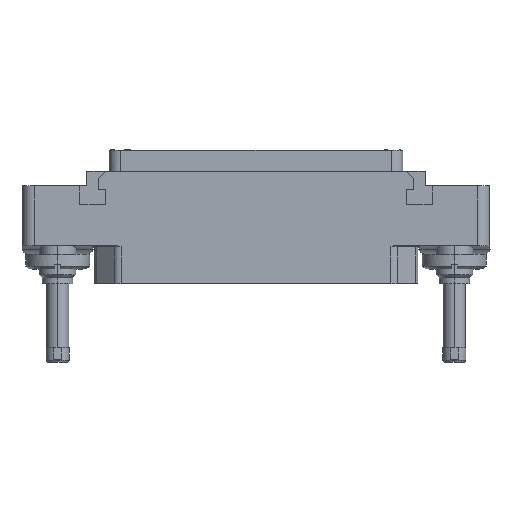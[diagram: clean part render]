
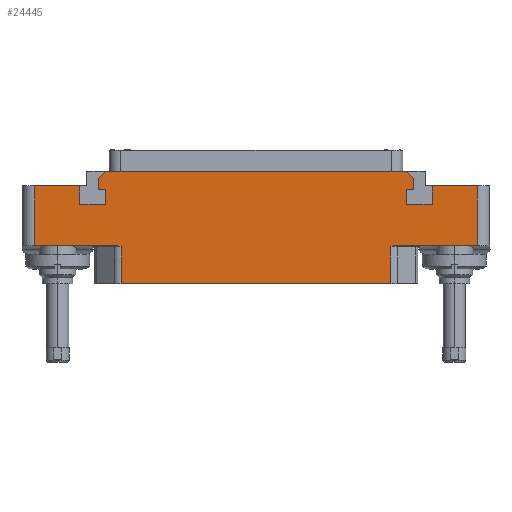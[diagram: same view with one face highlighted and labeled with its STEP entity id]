
A CAD part, top view. The second image highlights one B-rep face of the part: STEP entity #24445.
In plain terms, the highlighted planar face has unit normal (0, 0, 1).
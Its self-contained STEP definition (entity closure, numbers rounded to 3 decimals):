
#1=DIRECTION('',(1.,0.,0.));
#2=VECTOR('',#1,7.8);
#3=CARTESIAN_POINT('',(-38.,10.25,7.));
#4=LINE('',#3,#2);
#5=DIRECTION('',(0.,-1.,0.));
#6=VECTOR('',#5,3.2);
#7=CARTESIAN_POINT('',(-30.2,10.25,7.));
#8=LINE('',#7,#6);
#9=DIRECTION('',(1.,0.,0.));
#10=VECTOR('',#9,4.4);
#11=CARTESIAN_POINT('',(-30.2,7.05,7.));
#12=LINE('',#11,#10);
#13=DIRECTION('',(0.,1.,0.));
#14=VECTOR('',#13,2.6);
#15=CARTESIAN_POINT('',(-25.8,7.05,7.));
#16=LINE('',#15,#14);
#17=DIRECTION('',(-1.,0.,0.));
#18=VECTOR('',#17,1.2);
#19=CARTESIAN_POINT('',(-25.8,9.65,7.));
#20=LINE('',#19,#18);
#21=DIRECTION('',(0.,-1.,0.));
#22=VECTOR('',#21,1.9);
#23=CARTESIAN_POINT('',(-27.,11.55,7.));
#24=LINE('',#23,#22);
#25=DIRECTION('',(1.,0.,0.));
#26=VECTOR('',#25,51.6);
#27=CARTESIAN_POINT('',(-25.8,12.75,7.));
#28=LINE('',#27,#26);
#29=DIRECTION('',(0.,-1.,0.));
#30=VECTOR('',#29,1.9);
#31=CARTESIAN_POINT('',(27.,11.55,7.));
#32=LINE('',#31,#30);
#33=DIRECTION('',(-1.,0.,0.));
#34=VECTOR('',#33,1.2);
#35=CARTESIAN_POINT('',(27.,9.65,7.));
#36=LINE('',#35,#34);
#37=DIRECTION('',(0.,-1.,0.));
#38=VECTOR('',#37,2.6);
#39=CARTESIAN_POINT('',(25.8,9.65,7.));
#40=LINE('',#39,#38);
#41=DIRECTION('',(1.,0.,0.));
#42=VECTOR('',#41,4.4);
#43=CARTESIAN_POINT('',(25.8,7.05,7.));
#44=LINE('',#43,#42);
#45=DIRECTION('',(0.,1.,0.));
#46=VECTOR('',#45,3.2);
#47=CARTESIAN_POINT('',(30.2,7.05,7.));
#48=LINE('',#47,#46);
#49=DIRECTION('',(1.,0.,0.));
#50=VECTOR('',#49,7.8);
#51=CARTESIAN_POINT('',(30.2,10.25,7.));
#52=LINE('',#51,#50);
#62=DIRECTION('',(1.,0.,0.));
#63=VECTOR('',#62,14.082);
#64=CARTESIAN_POINT('',(23.918,0.,7.));
#65=LINE('',#64,#63);
#476=DIRECTION('',(0.,1.,0.));
#477=VECTOR('',#476,10.25);
#478=CARTESIAN_POINT('',(38.,0.,7.));
#479=LINE('',#478,#477);
#522=DIRECTION('',(0.707,-0.707,0.));
#523=VECTOR('',#522,1.697);
#524=CARTESIAN_POINT('',(25.8,12.75,7.));
#525=LINE('',#524,#523);
#668=DIRECTION('',(-0.707,-0.707,0.));
#669=VECTOR('',#668,1.697);
#670=CARTESIAN_POINT('',(-25.8,12.75,7.));
#671=LINE('',#670,#669);
#740=DIRECTION('',(0.,-1.,0.));
#741=VECTOR('',#740,10.25);
#742=CARTESIAN_POINT('',(-38.,10.25,7.));
#743=LINE('',#742,#741);
#771=DIRECTION('',(1.,0.,0.));
#772=VECTOR('',#771,14.082);
#773=CARTESIAN_POINT('',(-38.,0.,7.));
#774=LINE('',#773,#772);
#1045=CARTESIAN_POINT('',(-23.918,0.,7.));
#1046=CARTESIAN_POINT('',(-23.893,0.,7.));
#1047=CARTESIAN_POINT('',(-23.844,-0.002,7.));
#1048=CARTESIAN_POINT('',(-23.769,-0.01,7.));
#1049=CARTESIAN_POINT('',(-23.695,-0.022,7.));
#1050=CARTESIAN_POINT('',(-23.623,-0.038,7.));
#1051=CARTESIAN_POINT('',(-23.552,-0.055,7.));
#1052=CARTESIAN_POINT('',(-23.479,-0.076,7.));
#1053=CARTESIAN_POINT('',(-23.402,-0.1,7.));
#1054=CARTESIAN_POINT('',(-23.318,-0.128,7.));
#1055=CARTESIAN_POINT('',(-23.225,-0.161,7.));
#1056=CARTESIAN_POINT('',(-23.155,-0.186,7.));
#1057=CARTESIAN_POINT('',(-23.118,-0.2,7.));
#1059=DIRECTION('',(0.,1.,0.));
#1060=VECTOR('',#1059,6.3);
#1061=CARTESIAN_POINT('',(-23.118,-6.5,7.));
#1062=LINE('',#1061,#1060);
#1084=DIRECTION('',(-1.,0.,0.));
#1085=VECTOR('',#1084,46.236);
#1086=CARTESIAN_POINT('',(23.118,-6.5,7.));
#1087=LINE('',#1086,#1085);
#1166=DIRECTION('',(0.,1.,0.));
#1167=VECTOR('',#1166,6.3);
#1168=CARTESIAN_POINT('',(23.118,-6.5,7.));
#1169=LINE('',#1168,#1167);
#1175=CARTESIAN_POINT('',(23.118,-0.2,7.));
#1176=CARTESIAN_POINT('',(23.155,-0.186,7.));
#1177=CARTESIAN_POINT('',(23.225,-0.161,7.));
#1178=CARTESIAN_POINT('',(23.318,-0.128,7.));
#1179=CARTESIAN_POINT('',(23.402,-0.1,7.));
#1180=CARTESIAN_POINT('',(23.479,-0.076,7.));
#1181=CARTESIAN_POINT('',(23.552,-0.055,7.));
#1182=CARTESIAN_POINT('',(23.623,-0.038,7.));
#1183=CARTESIAN_POINT('',(23.695,-0.022,7.));
#1184=CARTESIAN_POINT('',(23.769,-0.01,7.));
#1185=CARTESIAN_POINT('',(23.844,-0.002,7.));
#1186=CARTESIAN_POINT('',(23.893,0.,7.));
#1187=CARTESIAN_POINT('',(23.918,0.,7.));
#19795=CARTESIAN_POINT('',(-30.2,10.25,7.));
#19796=CARTESIAN_POINT('',(-30.2,7.05,7.));
#19797=VERTEX_POINT('',#19795);
#19798=VERTEX_POINT('',#19796);
#19799=CARTESIAN_POINT('',(-25.8,7.05,7.));
#19800=VERTEX_POINT('',#19799);
#19801=CARTESIAN_POINT('',(-25.8,9.65,7.));
#19802=VERTEX_POINT('',#19801);
#19803=CARTESIAN_POINT('',(-27.,9.65,7.));
#19804=VERTEX_POINT('',#19803);
#19805=CARTESIAN_POINT('',(27.,9.65,7.));
#19806=CARTESIAN_POINT('',(25.8,9.65,7.));
#19807=VERTEX_POINT('',#19805);
#19808=VERTEX_POINT('',#19806);
#19809=CARTESIAN_POINT('',(25.8,7.05,7.));
#19810=VERTEX_POINT('',#19809);
#19811=CARTESIAN_POINT('',(30.2,7.05,7.));
#19812=VERTEX_POINT('',#19811);
#19813=CARTESIAN_POINT('',(30.2,10.25,7.));
#19814=VERTEX_POINT('',#19813);
#19819=CARTESIAN_POINT('',(-25.8,12.75,7.));
#19821=VERTEX_POINT('',#19819);
#19823=CARTESIAN_POINT('',(-27.,11.55,7.));
#19825=VERTEX_POINT('',#19823);
#19827=CARTESIAN_POINT('',(25.8,12.75,7.));
#19829=VERTEX_POINT('',#19827);
#19831=CARTESIAN_POINT('',(27.,11.55,7.));
#19833=VERTEX_POINT('',#19831);
#19923=CARTESIAN_POINT('',(38.,0.,7.));
#19924=CARTESIAN_POINT('',(38.,10.25,7.));
#19925=VERTEX_POINT('',#19923);
#19926=VERTEX_POINT('',#19924);
#19931=CARTESIAN_POINT('',(-38.,10.25,7.));
#19932=CARTESIAN_POINT('',(-38.,0.,7.));
#19933=VERTEX_POINT('',#19931);
#19934=VERTEX_POINT('',#19932);
#20140=CARTESIAN_POINT('',(23.118,-6.5,7.));
#20142=VERTEX_POINT('',#20140);
#20143=CARTESIAN_POINT('',(-23.118,-6.5,7.));
#20145=VERTEX_POINT('',#20143);
#20207=CARTESIAN_POINT('',(-23.118,-0.2,7.));
#20208=VERTEX_POINT('',#20207);
#20209=CARTESIAN_POINT('',(-23.918,0.,7.));
#20210=VERTEX_POINT('',#20209);
#20211=CARTESIAN_POINT('',(23.118,-0.2,7.));
#20213=VERTEX_POINT('',#20211);
#20215=CARTESIAN_POINT('',(23.918,0.,7.));
#20217=VERTEX_POINT('',#20215);
#24390=CARTESIAN_POINT('',(0.,0.,7.));
#24391=DIRECTION('',(0.,0.,-1.));
#24392=DIRECTION('',(-1.,0.,0.));
#24393=AXIS2_PLACEMENT_3D('',#24390,#24391,#24392);
#24394=PLANE('',#24393);
#24396=ORIENTED_EDGE('',*,*,#24395,.F.);
#24398=ORIENTED_EDGE('',*,*,#24397,.F.);
#24400=ORIENTED_EDGE('',*,*,#24399,.F.);
#24402=ORIENTED_EDGE('',*,*,#24401,.T.);
#24404=ORIENTED_EDGE('',*,*,#24403,.T.);
#24406=ORIENTED_EDGE('',*,*,#24405,.F.);
#24408=ORIENTED_EDGE('',*,*,#24407,.F.);
#24410=ORIENTED_EDGE('',*,*,#24409,.F.);
#24412=ORIENTED_EDGE('',*,*,#24411,.T.);
#24414=ORIENTED_EDGE('',*,*,#24413,.T.);
#24416=ORIENTED_EDGE('',*,*,#24415,.T.);
#24418=ORIENTED_EDGE('',*,*,#24417,.T.);
#24420=ORIENTED_EDGE('',*,*,#24419,.T.);
#24422=ORIENTED_EDGE('',*,*,#24421,.F.);
#24424=ORIENTED_EDGE('',*,*,#24423,.F.);
#24426=ORIENTED_EDGE('',*,*,#24425,.T.);
#24428=ORIENTED_EDGE('',*,*,#24427,.T.);
#24430=ORIENTED_EDGE('',*,*,#24429,.T.);
#24432=ORIENTED_EDGE('',*,*,#24431,.T.);
#24434=ORIENTED_EDGE('',*,*,#24433,.T.);
#24436=ORIENTED_EDGE('',*,*,#24435,.T.);
#24438=ORIENTED_EDGE('',*,*,#24437,.T.);
#24440=ORIENTED_EDGE('',*,*,#24439,.T.);
#24442=ORIENTED_EDGE('',*,*,#24441,.F.);
#24443=EDGE_LOOP('',(#24396,#24398,#24400,#24402,#24404,#24406,#24408,#24410,
#24412,#24414,#24416,#24418,#24420,#24422,#24424,#24426,#24428,#24430,#24432,
#24434,#24436,#24438,#24440,#24442));
#24444=FACE_OUTER_BOUND('',#24443,.F.);
#24445=ADVANCED_FACE('',(#24444),#24394,.F.);
#1058=B_SPLINE_CURVE_WITH_KNOTS('',3,(#1045,#1046,#1047,#1048,#1049,#1050,#1051,
#1052,#1053,#1054,#1055,#1056,#1057),.UNSPECIFIED.,.F.,.F.,(4,1,1,1,1,1,1,1,1,1,
4),(0.,0.1,0.2,0.3,0.4,0.5,0.6,0.7,0.8,0.9,1.),
.UNSPECIFIED.);
#1188=B_SPLINE_CURVE_WITH_KNOTS('',3,(#1175,#1176,#1177,#1178,#1179,#1180,#1181,
#1182,#1183,#1184,#1185,#1186,#1187),.UNSPECIFIED.,.F.,.F.,(4,1,1,1,1,1,1,1,1,1,
4),(0.,0.1,0.2,0.3,0.4,0.5,0.6,0.7,0.8,0.9,1.),
.UNSPECIFIED.);
#24395=EDGE_CURVE('',#20217,#19925,#65,.T.);
#24397=EDGE_CURVE('',#20213,#20217,#1188,.T.);
#24399=EDGE_CURVE('',#20142,#20213,#1169,.T.);
#24401=EDGE_CURVE('',#20142,#20145,#1087,.T.);
#24403=EDGE_CURVE('',#20145,#20208,#1062,.T.);
#24405=EDGE_CURVE('',#20210,#20208,#1058,.T.);
#24407=EDGE_CURVE('',#19934,#20210,#774,.T.);
#24409=EDGE_CURVE('',#19933,#19934,#743,.T.);
#24411=EDGE_CURVE('',#19933,#19797,#4,.T.);
#24413=EDGE_CURVE('',#19797,#19798,#8,.T.);
#24415=EDGE_CURVE('',#19798,#19800,#12,.T.);
#24417=EDGE_CURVE('',#19800,#19802,#16,.T.);
#24419=EDGE_CURVE('',#19802,#19804,#20,.T.);
#24421=EDGE_CURVE('',#19825,#19804,#24,.T.);
#24423=EDGE_CURVE('',#19821,#19825,#671,.T.);
#24425=EDGE_CURVE('',#19821,#19829,#28,.T.);
#24427=EDGE_CURVE('',#19829,#19833,#525,.T.);
#24429=EDGE_CURVE('',#19833,#19807,#32,.T.);
#24431=EDGE_CURVE('',#19807,#19808,#36,.T.);
#24433=EDGE_CURVE('',#19808,#19810,#40,.T.);
#24435=EDGE_CURVE('',#19810,#19812,#44,.T.);
#24437=EDGE_CURVE('',#19812,#19814,#48,.T.);
#24439=EDGE_CURVE('',#19814,#19926,#52,.T.);
#24441=EDGE_CURVE('',#19925,#19926,#479,.T.);
